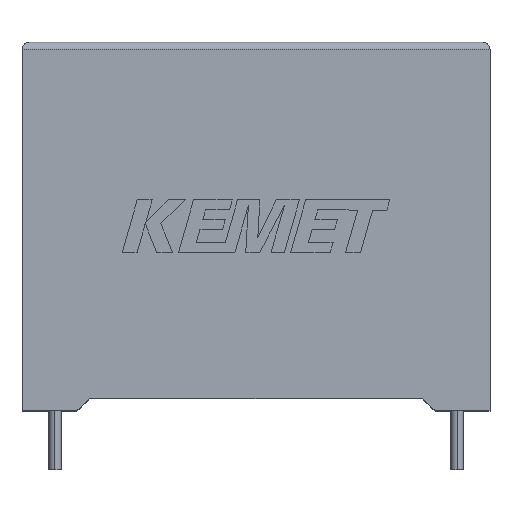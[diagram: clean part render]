
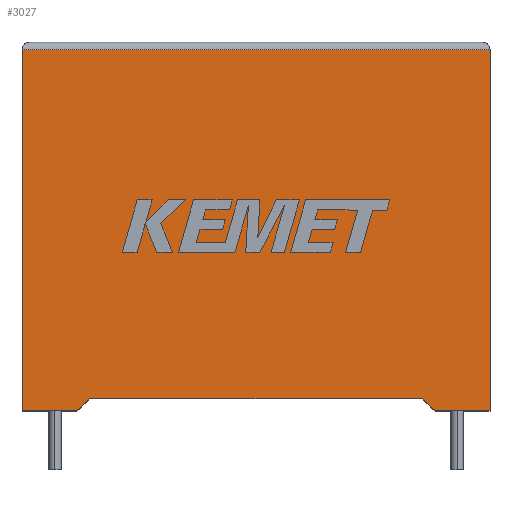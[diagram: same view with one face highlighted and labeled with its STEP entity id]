
A CAD part, top view. The second image highlights one B-rep face of the part: STEP entity #3027.
In plain terms, the highlighted planar face has unit normal (0, 0, 1).
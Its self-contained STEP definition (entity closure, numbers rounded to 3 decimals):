
#27 = DIRECTION ( 'NONE',  ( 1., 0., 0. ) ) ;
#32 = LINE ( 'NONE', #982, #2206 ) ;
#93 = EDGE_CURVE ( 'NONE', #2629, #174, #32, .T. ) ;
#136 = DIRECTION ( 'NONE',  ( 0., 1., 0. ) ) ;
#139 = ORIENTED_EDGE ( 'NONE', *, *, #1785, .T. ) ;
#174 = VERTEX_POINT ( 'NONE', #1215 ) ;
#206 = FACE_OUTER_BOUND ( 'NONE', #2359, .T. ) ;
#307 = ORIENTED_EDGE ( 'NONE', *, *, #1071, .T. ) ;
#361 = LINE ( 'NONE', #2172, #2094 ) ;
#371 = CARTESIAN_POINT ( 'NONE',  ( 27.361, 0.869, 13.3 ) ) ;
#426 = EDGE_CURVE ( 'NONE', #516, #174, #361, .T. ) ;
#437 = CARTESIAN_POINT ( 'NONE',  ( 28.25, 0., 13.3 ) ) ;
#516 = VERTEX_POINT ( 'NONE', #533 ) ;
#533 = CARTESIAN_POINT ( 'NONE',  ( 4.639, 0.869, 13.3 ) ) ;
#539 = PLANE ( 'NONE',  #1469 ) ;
#561 = EDGE_CURVE ( 'NONE', #2961, #1741, #821, .T. ) ;
#612 = VECTOR ( 'NONE', #3002, 1000. ) ;
#711 = VERTEX_POINT ( 'NONE', #371 ) ;
#727 = CARTESIAN_POINT ( 'NONE',  ( 0., 0., 13.3 ) ) ;
#751 = DIRECTION ( 'NONE',  ( 0., 0., -1. ) ) ;
#821 = LINE ( 'NONE', #2929, #2574 ) ;
#871 = CARTESIAN_POINT ( 'NONE',  ( 0., 24.7, 13.3 ) ) ;
#917 = ORIENTED_EDGE ( 'NONE', *, *, #93, .T. ) ;
#946 = VECTOR ( 'NONE', #1541, 1000. ) ;
#947 = EDGE_CURVE ( 'NONE', #1599, #2961, #2469, .T. ) ;
#982 = CARTESIAN_POINT ( 'NONE',  ( 0., 0., 13.3 ) ) ;
#1015 = DIRECTION ( 'NONE',  ( -1., 0., 0. ) ) ;
#1071 = EDGE_CURVE ( 'NONE', #1741, #1630, #2212, .T. ) ;
#1215 = CARTESIAN_POINT ( 'NONE',  ( 3.75, 0., 13.3 ) ) ;
#1220 = CARTESIAN_POINT ( 'NONE',  ( 0., 0., 13.3 ) ) ;
#1240 = CARTESIAN_POINT ( 'NONE',  ( 16., 0.869, 13.3 ) ) ;
#1324 = CARTESIAN_POINT ( 'NONE',  ( 0., 0., 13.3 ) ) ;
#1449 = DIRECTION ( 'NONE',  ( -0.715, -0.699, 0. ) ) ;
#1469 = AXIS2_PLACEMENT_3D ( 'NONE', #727, #751, #1911 ) ;
#1477 = DIRECTION ( 'NONE',  ( 0., -1., 0. ) ) ;
#1500 = VECTOR ( 'NONE', #2077, 1000. ) ;
#1541 = DIRECTION ( 'NONE',  ( 1., 0., 0. ) ) ;
#1599 = VERTEX_POINT ( 'NONE', #2540 ) ;
#1630 = VERTEX_POINT ( 'NONE', #871 ) ;
#1680 = ORIENTED_EDGE ( 'NONE', *, *, #561, .T. ) ;
#1741 = VERTEX_POINT ( 'NONE', #2289 ) ;
#1785 = EDGE_CURVE ( 'NONE', #711, #1599, #1936, .T. ) ;
#1788 = CARTESIAN_POINT ( 'NONE',  ( 0., 0., 13.3 ) ) ;
#1861 = VECTOR ( 'NONE', #1477, 1000. ) ;
#1911 = DIRECTION ( 'NONE',  ( -1., 0., 0. ) ) ;
#1936 = LINE ( 'NONE', #437, #612 ) ;
#2007 = ORIENTED_EDGE ( 'NONE', *, *, #426, .F. ) ;
#2077 = DIRECTION ( 'NONE',  ( -1., 0., 0. ) ) ;
#2094 = VECTOR ( 'NONE', #1449, 1000. ) ;
#2172 = CARTESIAN_POINT ( 'NONE',  ( 3.75, 0., 13.3 ) ) ;
#2206 = VECTOR ( 'NONE', #27, 1000. ) ;
#2212 = LINE ( 'NONE', #2797, #1500 ) ;
#2277 = EDGE_CURVE ( 'NONE', #711, #516, #2679, .T. ) ;
#2289 = CARTESIAN_POINT ( 'NONE',  ( 32., 24.7, 13.3 ) ) ;
#2322 = ORIENTED_EDGE ( 'NONE', *, *, #2815, .T. ) ;
#2328 = ORIENTED_EDGE ( 'NONE', *, *, #2277, .F. ) ;
#2336 = LINE ( 'NONE', #1220, #1861 ) ;
#2359 = EDGE_LOOP ( 'NONE', ( #1680, #307, #2322, #917, #2007, #2328, #139, #2362 ) ) ;
#2362 = ORIENTED_EDGE ( 'NONE', *, *, #947, .T. ) ;
#2469 = LINE ( 'NONE', #1324, #946 ) ;
#2496 = VECTOR ( 'NONE', #1015, 1000. ) ;
#2533 = CARTESIAN_POINT ( 'NONE',  ( 32., 0., 13.3 ) ) ;
#2540 = CARTESIAN_POINT ( 'NONE',  ( 28.25, 0., 13.3 ) ) ;
#2574 = VECTOR ( 'NONE', #136, 1000. ) ;
#2629 = VERTEX_POINT ( 'NONE', #1788 ) ;
#2679 = LINE ( 'NONE', #1240, #2496 ) ;
#2797 = CARTESIAN_POINT ( 'NONE',  ( 0., 24.7, 13.3 ) ) ;
#2815 = EDGE_CURVE ( 'NONE', #1630, #2629, #2336, .T. ) ;
#2929 = CARTESIAN_POINT ( 'NONE',  ( 32., 0., 13.3 ) ) ;
#2961 = VERTEX_POINT ( 'NONE', #2533 ) ;
#3002 = DIRECTION ( 'NONE',  ( 0.715, -0.699, 0. ) ) ;
#3027 = ADVANCED_FACE ( 'NONE', ( #206 ), #539, .F. ) ;
